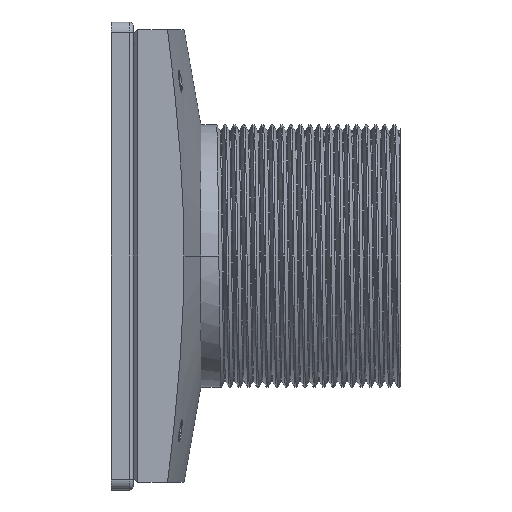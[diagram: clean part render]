
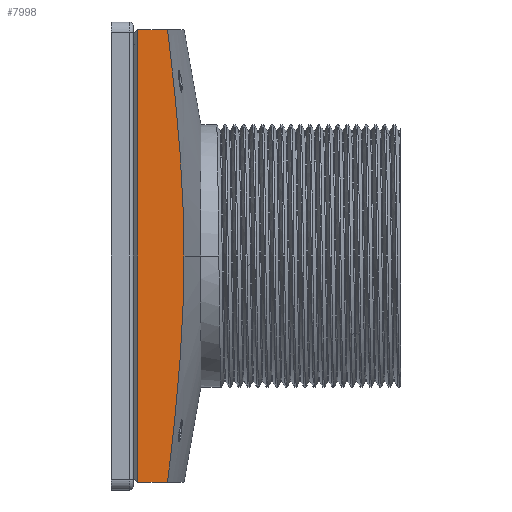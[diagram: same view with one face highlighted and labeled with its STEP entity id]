
A CAD part, left-side view. The second image highlights one B-rep face of the part: STEP entity #7998.
In plain terms, the highlighted planar face has unit normal (-1, 0, 0).
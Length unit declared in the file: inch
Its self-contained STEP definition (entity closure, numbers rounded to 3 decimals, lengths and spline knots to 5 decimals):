
#155=DIRECTION('',(0.,0.,-1.));
#156=VECTOR('',#155,4.015);
#157=CARTESIAN_POINT('',(-2.0075,-0.04,2.0075));
#158=LINE('',#157,#156);
#170=DIRECTION('',(0.,-1.,0.));
#171=VECTOR('',#170,0.26482);
#172=CARTESIAN_POINT('',(-2.0075,-0.04,2.0075));
#173=LINE('',#172,#171);
#174=DIRECTION('',(0.,1.,0.));
#175=VECTOR('',#174,0.26482);
#176=CARTESIAN_POINT('',(-2.0075,-0.30482,-2.0075));
#177=LINE('',#176,#175);
#476=CARTESIAN_POINT('',(-2.0075,-0.30482,-2.0075));
#493=CARTESIAN_POINT('',(-2.0075,-0.45144,0.));
#494=CARTESIAN_POINT('',(-2.0075,-0.45144,-0.0943));
#495=CARTESIAN_POINT('',(-2.0075,-0.44909,-0.28177));
#496=CARTESIAN_POINT('',(-2.0075,-0.43893,-0.5601));
#497=CARTESIAN_POINT('',(-2.0075,-0.42296,-0.8341));
#498=CARTESIAN_POINT('',(-2.0075,-0.40191,-1.10732));
#499=CARTESIAN_POINT('',(-2.0075,-0.37586,-1.38667));
#500=CARTESIAN_POINT('',(-2.0075,-0.34461,-1.67878));
#501=CARTESIAN_POINT('',(-2.0075,-0.31884,-1.89506));
#502=CARTESIAN_POINT('',(-2.0075,-0.30482,-2.0075));
#644=CARTESIAN_POINT('',(-2.0075,-0.30482,2.0075));
#645=CARTESIAN_POINT('',(-2.0075,-0.31923,1.89192));
#646=CARTESIAN_POINT('',(-2.0075,-0.34557,1.67049));
#647=CARTESIAN_POINT('',(-2.0075,-0.37711,1.37436));
#648=CARTESIAN_POINT('',(-2.0075,-0.40305,1.09396));
#649=CARTESIAN_POINT('',(-2.0075,-0.42378,0.8218));
#650=CARTESIAN_POINT('',(-2.0075,-0.43935,0.55067));
#651=CARTESIAN_POINT('',(-2.0075,-0.44918,0.27666));
#652=CARTESIAN_POINT('',(-2.0075,-0.45144,0.09249));
#653=CARTESIAN_POINT('',(-2.0075,-0.45144,0.));
#670=CARTESIAN_POINT('',(-2.0075,-0.30482,2.0075));
#7269=VERTEX_POINT('',#670);
#7270=VERTEX_POINT('',#653);
#7271=VERTEX_POINT('',#476);
#7757=CARTESIAN_POINT('',(-2.0075,-0.04,2.0075));
#7758=VERTEX_POINT('',#7757);
#7759=CARTESIAN_POINT('',(-2.0075,-0.04,-2.0075));
#7760=VERTEX_POINT('',#7759);
#7982=CARTESIAN_POINT('',(-2.0075,3.125,2.0075));
#7983=DIRECTION('',(1.,0.,0.));
#7984=DIRECTION('',(0.,0.,-1.));
#7985=AXIS2_PLACEMENT_3D('',#7982,#7983,#7984);
#7986=PLANE('',#7985);
#7987=ORIENTED_EDGE('',*,*,#7971,.F.);
#7989=ORIENTED_EDGE('',*,*,#7988,.T.);
#7991=ORIENTED_EDGE('',*,*,#7990,.T.);
#7993=ORIENTED_EDGE('',*,*,#7992,.T.);
#7995=ORIENTED_EDGE('',*,*,#7994,.T.);
#7996=EDGE_LOOP('',(#7987,#7989,#7991,#7993,#7995));
#7997=FACE_OUTER_BOUND('',#7996,.F.);
#7998=ADVANCED_FACE('',(#7997),#7986,.F.);
#503=B_SPLINE_CURVE_WITH_KNOTS('',3,(#493,#494,#495,#496,#497,#498,#499,#500,
#501,#502),.UNSPECIFIED.,.F.,.F.,(4,1,1,1,1,1,1,4),(0.,0.14286,
0.28571,0.42857,0.57143,0.71429,
0.85714,1.),.UNSPECIFIED.);
#654=B_SPLINE_CURVE_WITH_KNOTS('',3,(#644,#645,#646,#647,#648,#649,#650,#651,
#652,#653),.UNSPECIFIED.,.F.,.F.,(4,1,1,1,1,1,1,4),(0.,0.14286,
0.28571,0.42857,0.57143,0.71429,
0.85714,1.),.UNSPECIFIED.);
#7971=EDGE_CURVE('',#7758,#7760,#158,.T.);
#7988=EDGE_CURVE('',#7758,#7269,#173,.T.);
#7990=EDGE_CURVE('',#7269,#7270,#654,.T.);
#7992=EDGE_CURVE('',#7270,#7271,#503,.T.);
#7994=EDGE_CURVE('',#7271,#7760,#177,.T.);
